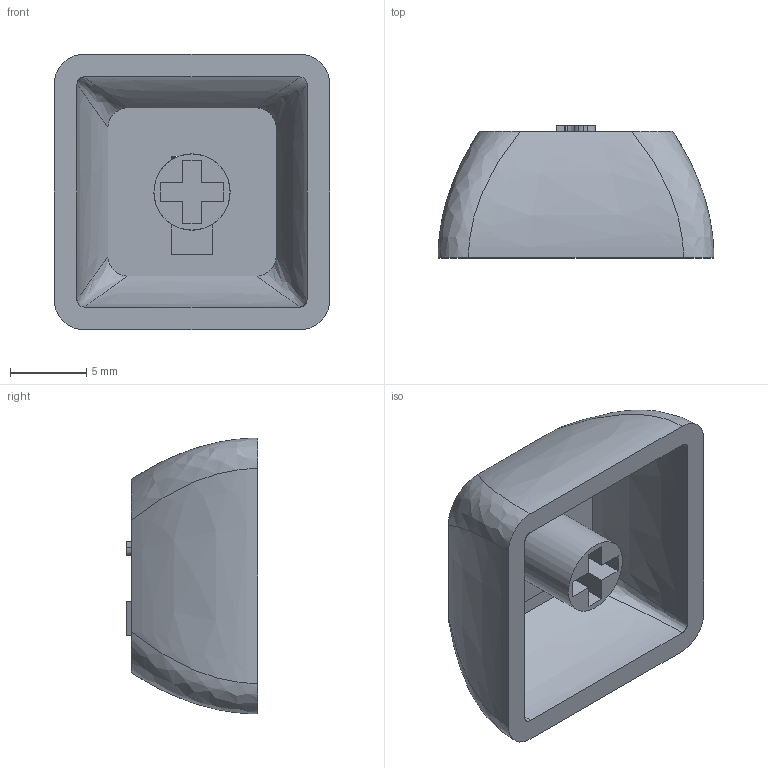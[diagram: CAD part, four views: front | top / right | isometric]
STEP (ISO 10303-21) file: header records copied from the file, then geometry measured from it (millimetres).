
FILE_DESCRIPTION(/* description */ (''),/* implementation_level */ '2;1');
FILE_NAME(/* name */ 'tilda.step',/* time_stamp */ '2022-04-14T16:55:54-03:00',/* author */ (''),/* organization */ (''),/* preprocessor_version */ 'ST-DEVELOPER v18.1',/* originating_system */ 'Autodesk Translation Framework v10.14.0.1471',/* authorisation */ '');
FILE_SCHEMA (('AUTOMOTIVE_DESIGN { 1 0 10303 214 3 1 1 }'));
Length unit declared in the file: millimetre
Products named in the file (1): tilda
Bounding box: 18.1 x 8.65 x 18.1 mm (x, y, z)
Volume: 976.9 mm3; surface area: 1584.3 mm2
Topology: 2 solids, 2 shells, 96 faces, 268 edges, 179 vertices
Faces by surface type: plane 54, bspline 41, cylinder 1
Full cylindrical faces by diameter (mm): 5 x1
Entity records: 4262 total; most frequent: CARTESIAN_POINT 2050, ORIENTED_EDGE 536, DIRECTION 296, EDGE_CURVE 268, VERTEX_POINT 179, LINE 158, VECTOR 158, EDGE_LOOP 103
